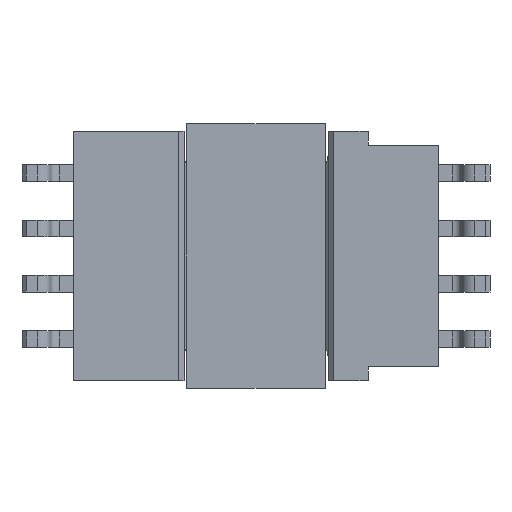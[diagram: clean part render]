
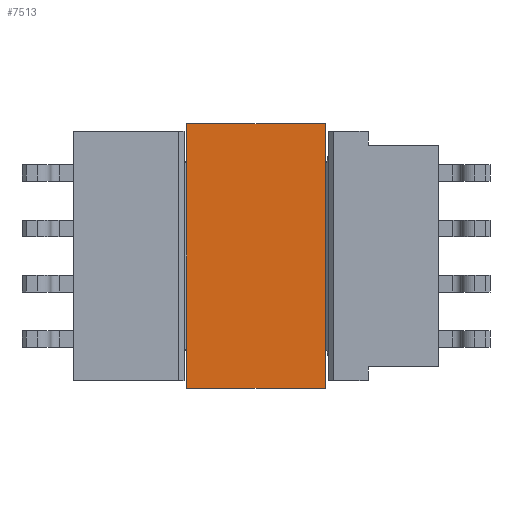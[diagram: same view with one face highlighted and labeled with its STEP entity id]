
A CAD part, front view. The second image highlights one B-rep face of the part: STEP entity #7513.
In plain terms, the highlighted planar face has unit normal (0, -1, 0).
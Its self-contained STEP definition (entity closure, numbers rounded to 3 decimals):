
#1339=DIRECTION('',(0.,0.,1.));
#1340=VECTOR('',#1339,9.55);
#1341=CARTESIAN_POINT('',(-2.5,-0.025,-4.775));
#1342=LINE('',#1341,#1340);
#1343=DIRECTION('',(1.,0.,0.));
#1344=VECTOR('',#1343,5.);
#1345=CARTESIAN_POINT('',(-2.5,-0.025,4.775));
#1346=LINE('',#1345,#1344);
#1347=DIRECTION('',(0.,0.,-1.));
#1348=VECTOR('',#1347,9.55);
#1349=CARTESIAN_POINT('',(2.5,-0.025,4.775));
#1350=LINE('',#1349,#1348);
#1351=DIRECTION('',(-1.,0.,0.));
#1352=VECTOR('',#1351,5.);
#1353=CARTESIAN_POINT('',(2.5,-0.025,-4.775));
#1354=LINE('',#1353,#1352);
#4669=CARTESIAN_POINT('',(-2.5,-0.025,4.775));
#4671=VERTEX_POINT('',#4669);
#4673=CARTESIAN_POINT('',(-2.5,-0.025,-4.775));
#4674=VERTEX_POINT('',#4673);
#4686=CARTESIAN_POINT('',(2.5,-0.025,4.775));
#4688=VERTEX_POINT('',#4686);
#4691=CARTESIAN_POINT('',(2.5,-0.025,-4.775));
#4692=VERTEX_POINT('',#4691);
#7501=CARTESIAN_POINT('',(0.,-0.025,0.));
#7502=DIRECTION('',(0.,1.,0.));
#7503=DIRECTION('',(0.,0.,-1.));
#7504=AXIS2_PLACEMENT_3D('',#7501,#7502,#7503);
#7505=PLANE('',#7504);
#7506=ORIENTED_EDGE('',*,*,#7477,.T.);
#7507=ORIENTED_EDGE('',*,*,#7459,.T.);
#7508=ORIENTED_EDGE('',*,*,#7429,.T.);
#7510=ORIENTED_EDGE('',*,*,#7509,.T.);
#7511=EDGE_LOOP('',(#7506,#7507,#7508,#7510));
#7512=FACE_OUTER_BOUND('',#7511,.F.);
#7429=EDGE_CURVE('',#4688,#4692,#1350,.T.);
#7459=EDGE_CURVE('',#4671,#4688,#1346,.T.);
#7477=EDGE_CURVE('',#4674,#4671,#1342,.T.);
#7509=EDGE_CURVE('',#4692,#4674,#1354,.T.);
#7513=ADVANCED_FACE('',(#7512),#7505,.F.);
